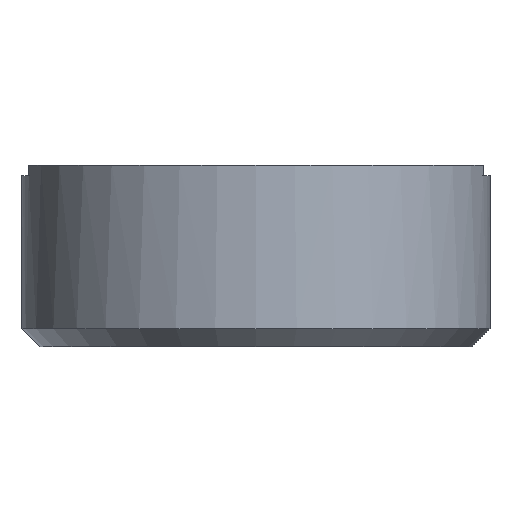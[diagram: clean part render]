
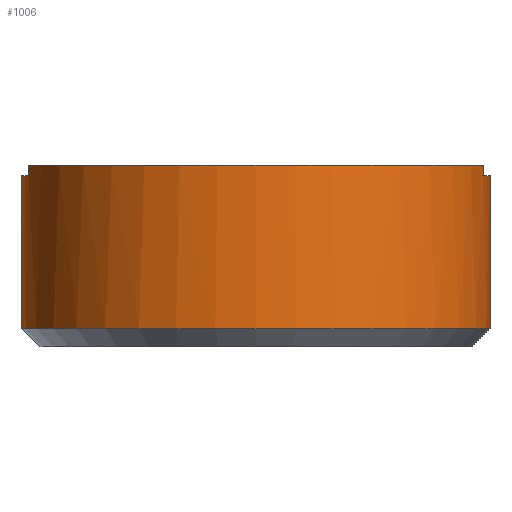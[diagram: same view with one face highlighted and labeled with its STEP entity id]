
A CAD part, left-side view. The second image highlights one B-rep face of the part: STEP entity #1006.
In plain terms, the highlighted cylindrical face has radius 13 mm (diameter 26 mm), a partial arc.
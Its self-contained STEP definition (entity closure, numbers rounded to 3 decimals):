
#130=FACE_OUTER_BOUND('',#196,.T.);
#196=EDGE_LOOP('',(#916,#917,#918,#919,#920,#921,#922,#923));
#203=LINE('',#1407,#304);
#205=LINE('',#1412,#306);
#237=LINE('',#1592,#338);
#299=LINE('',#1742,#400);
#304=VECTOR('',#1125,10.);
#306=VECTOR('',#1129,10.);
#338=VECTOR('',#1233,10.);
#400=VECTOR('',#1387,10.);
#403=CIRCLE('',#1028,13.);
#407=CIRCLE('',#1037,13.);
#410=CIRCLE('',#1040,13.);
#420=CIRCLE('',#1060,13.);
#435=VERTEX_POINT('',#1403);
#436=VERTEX_POINT('',#1405);
#437=VERTEX_POINT('',#1409);
#438=VERTEX_POINT('',#1411);
#447=VERTEX_POINT('',#1440);
#450=VERTEX_POINT('',#1447);
#477=VERTEX_POINT('',#1576);
#479=VERTEX_POINT('',#1582);
#529=EDGE_CURVE('',#435,#436,#203,.T.);
#531=EDGE_CURVE('',#437,#438,#205,.T.);
#533=EDGE_CURVE('',#438,#436,#403,.T.);
#545=EDGE_CURVE('',#435,#447,#407,.T.);
#550=EDGE_CURVE('',#450,#437,#410,.T.);
#585=EDGE_CURVE('',#477,#479,#420,.T.);
#589=EDGE_CURVE('',#477,#447,#237,.T.);
#661=EDGE_CURVE('',#450,#479,#299,.T.);
#916=ORIENTED_EDGE('',*,*,#585,.F.);
#917=ORIENTED_EDGE('',*,*,#589,.T.);
#918=ORIENTED_EDGE('',*,*,#545,.F.);
#919=ORIENTED_EDGE('',*,*,#529,.T.);
#920=ORIENTED_EDGE('',*,*,#533,.F.);
#921=ORIENTED_EDGE('',*,*,#531,.F.);
#922=ORIENTED_EDGE('',*,*,#550,.F.);
#923=ORIENTED_EDGE('',*,*,#661,.T.);
#952=CYLINDRICAL_SURFACE('',#1109,13.);
#1006=ADVANCED_FACE('',(#130),#952,.T.);
#1028=AXIS2_PLACEMENT_3D('',#1415,#1133,#1134);
#1037=AXIS2_PLACEMENT_3D('',#1441,#1159,#1160);
#1040=AXIS2_PLACEMENT_3D('',#1449,#1167,#1168);
#1060=AXIS2_PLACEMENT_3D('',#1586,#1224,#1225);
#1109=AXIS2_PLACEMENT_3D('',#1743,#1388,#1389);
#1125=DIRECTION('',(0.,0.,1.));
#1129=DIRECTION('',(0.,0.,1.));
#1133=DIRECTION('center_axis',(0.,0.,1.));
#1134=DIRECTION('ref_axis',(0.,1.,0.));
#1159=DIRECTION('center_axis',(0.,0.,1.));
#1160=DIRECTION('ref_axis',(0.,1.,0.));
#1167=DIRECTION('center_axis',(0.,0.,1.));
#1168=DIRECTION('ref_axis',(0.,1.,0.));
#1224=DIRECTION('center_axis',(0.,0.,-1.));
#1225=DIRECTION('ref_axis',(0.,-1.,0.));
#1233=DIRECTION('',(0.,0.,1.));
#1387=DIRECTION('',(0.,0.,-1.));
#1388=DIRECTION('center_axis',(0.,0.,-1.));
#1389=DIRECTION('ref_axis',(-1.,0.,0.));
#1403=CARTESIAN_POINT('',(-20.1,-12.625,8.));
#1405=CARTESIAN_POINT('',(-20.1,-12.625,8.6));
#1407=CARTESIAN_POINT('',(-20.1,-12.625,8.));
#1409=CARTESIAN_POINT('',(-20.1,12.625,8.));
#1411=CARTESIAN_POINT('',(-20.1,12.625,8.6));
#1412=CARTESIAN_POINT('',(-20.1,12.625,8.));
#1415=CARTESIAN_POINT('Origin',(-17.,0.,8.6));
#1440=CARTESIAN_POINT('',(-17.,-13.,8.));
#1441=CARTESIAN_POINT('Origin',(-17.,0.,8.));
#1447=CARTESIAN_POINT('',(-17.,13.,8.));
#1449=CARTESIAN_POINT('Origin',(-17.,0.,8.));
#1576=CARTESIAN_POINT('',(-17.,-13.,-0.5));
#1582=CARTESIAN_POINT('',(-17.,13.,-0.5));
#1586=CARTESIAN_POINT('Origin',(-17.,0.,-0.5));
#1592=CARTESIAN_POINT('',(-17.,-13.,0.));
#1742=CARTESIAN_POINT('',(-17.,13.,0.));
#1743=CARTESIAN_POINT('Origin',(-17.,0.,0.));
